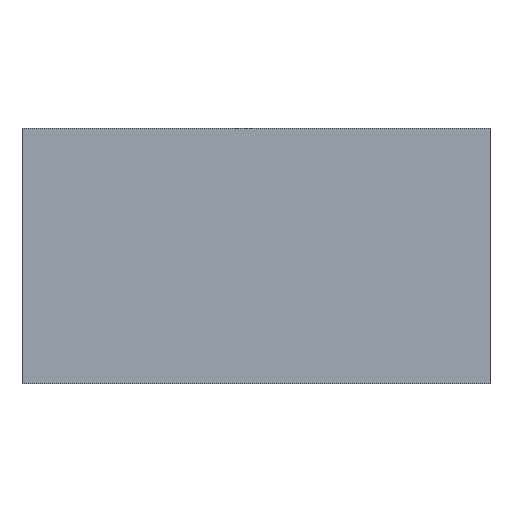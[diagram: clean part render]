
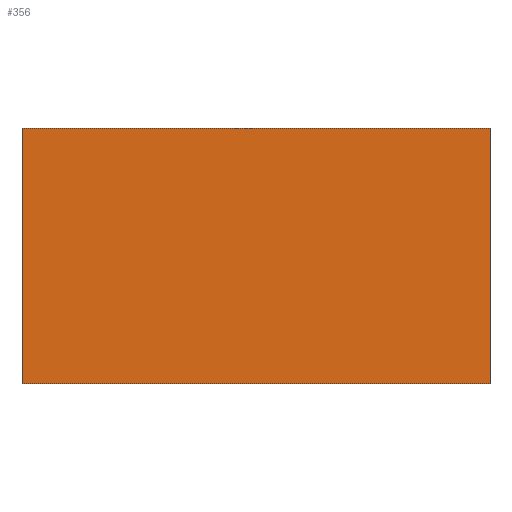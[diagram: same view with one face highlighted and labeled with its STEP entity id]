
A CAD part, front view. The second image highlights one B-rep face of the part: STEP entity #356.
In plain terms, the highlighted planar face has unit normal (0, -1, 0).
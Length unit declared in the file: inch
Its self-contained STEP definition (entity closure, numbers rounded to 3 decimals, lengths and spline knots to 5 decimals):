
#11 = DIRECTION ( 'NONE',  ( 0., -1., 0. ) ) ;
#14 = PLANE ( 'NONE',  #816 ) ;
#15 = EDGE_LOOP ( 'NONE', ( #784, #142, #711, #874 ) ) ;
#49 = VERTEX_POINT ( 'NONE', #340 ) ;
#110 = CARTESIAN_POINT ( 'NONE',  ( 2.75, -0.0625, -1.5 ) ) ;
#127 = CARTESIAN_POINT ( 'NONE',  ( 2.75, -0.0625, 1.5 ) ) ;
#142 = ORIENTED_EDGE ( 'NONE', *, *, #555, .T. ) ;
#182 = VECTOR ( 'NONE', #191, 39.37008 ) ;
#190 = VERTEX_POINT ( 'NONE', #499 ) ;
#191 = DIRECTION ( 'NONE',  ( -1., 0., 0. ) ) ;
#221 = FACE_OUTER_BOUND ( 'NONE', #15, .T. ) ;
#294 = CARTESIAN_POINT ( 'NONE',  ( -2.75, -0.0625, 1.5 ) ) ;
#296 = DIRECTION ( 'NONE',  ( 0., 0., -1. ) ) ;
#340 = CARTESIAN_POINT ( 'NONE',  ( 2.75, -0.0625, 1.5 ) ) ;
#351 = VECTOR ( 'NONE', #882, 39.37008 ) ;
#356 = ADVANCED_FACE ( 'NONE', ( #221 ), #14, .T. ) ;
#361 = DIRECTION ( 'NONE',  ( 0., 0., -1. ) ) ;
#380 = EDGE_CURVE ( 'NONE', #858, #190, #399, .T. ) ;
#386 = LINE ( 'NONE', #127, #182 ) ;
#399 = LINE ( 'NONE', #821, #351 ) ;
#477 = EDGE_CURVE ( 'NONE', #190, #49, #868, .T. ) ;
#499 = CARTESIAN_POINT ( 'NONE',  ( 2.75, -0.0625, -1.5 ) ) ;
#503 = CARTESIAN_POINT ( 'NONE',  ( 0., -0.0625, 0. ) ) ;
#555 = EDGE_CURVE ( 'NONE', #49, #866, #386, .T. ) ;
#627 = VECTOR ( 'NONE', #361, 39.37008 ) ;
#708 = CARTESIAN_POINT ( 'NONE',  ( -2.75, -0.0625, 1.5 ) ) ;
#711 = ORIENTED_EDGE ( 'NONE', *, *, #840, .T. ) ;
#784 = ORIENTED_EDGE ( 'NONE', *, *, #477, .T. ) ;
#790 = CARTESIAN_POINT ( 'NONE',  ( -2.75, -0.0625, -1.5 ) ) ;
#816 = AXIS2_PLACEMENT_3D ( 'NONE', #503, #11, #296 ) ;
#821 = CARTESIAN_POINT ( 'NONE',  ( -2.75, -0.0625, -1.5 ) ) ;
#840 = EDGE_CURVE ( 'NONE', #866, #858, #903, .T. ) ;
#843 = VECTOR ( 'NONE', #876, 39.37008 ) ;
#858 = VERTEX_POINT ( 'NONE', #790 ) ;
#866 = VERTEX_POINT ( 'NONE', #294 ) ;
#868 = LINE ( 'NONE', #110, #843 ) ;
#874 = ORIENTED_EDGE ( 'NONE', *, *, #380, .T. ) ;
#876 = DIRECTION ( 'NONE',  ( 0., 0., 1. ) ) ;
#882 = DIRECTION ( 'NONE',  ( 1., 0., 0. ) ) ;
#903 = LINE ( 'NONE', #708, #627 ) ;
